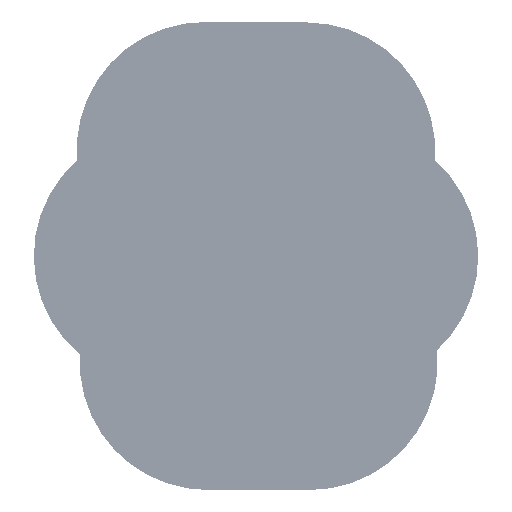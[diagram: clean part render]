
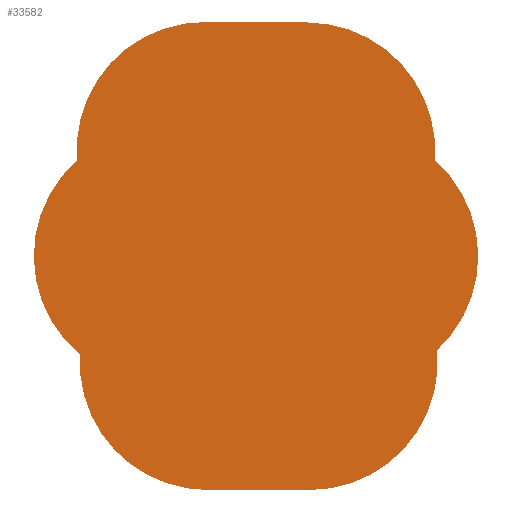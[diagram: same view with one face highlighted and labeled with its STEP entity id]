
A CAD part, front view. The second image highlights one B-rep face of the part: STEP entity #33582.
In plain terms, the highlighted planar face has unit normal (0, -1, 0).
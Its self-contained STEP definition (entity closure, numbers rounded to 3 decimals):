
#683 = VERTEX_POINT ( 'NONE', #13225 ) ;
#1725 = CARTESIAN_POINT ( 'NONE',  ( 3176.158, -300.01, -1100.691 ) ) ;
#1827 = EDGE_CURVE ( 'NONE', #29507, #27003, #8120, .T. ) ;
#1837 = EDGE_LOOP ( 'NONE', ( #22626, #3998, #27008, #3872, #3301, #1981, #12947, #36977, #4059 ) ) ;
#1929 = CARTESIAN_POINT ( 'NONE',  ( -55.5, -300.01, 0. ) ) ;
#1981 = ORIENTED_EDGE ( 'NONE', *, *, #8871, .T. ) ;
#2023 = CARTESIAN_POINT ( 'NONE',  ( 461.448, -300.01, 2746.828 ) ) ;
#3166 = CARTESIAN_POINT ( 'NONE',  ( 461.448, -300.01, 2746.828 ) ) ;
#3192 = DIRECTION ( 'NONE',  ( 0., -1., 0. ) ) ;
#3301 = ORIENTED_EDGE ( 'NONE', *, *, #33122, .T. ) ;
#3587 = CARTESIAN_POINT ( 'NONE',  ( -55.5, -300.01, 0. ) ) ;
#3612 = CIRCLE ( 'NONE', #7244, 1506.178 ) ;
#3872 = ORIENTED_EDGE ( 'NONE', *, *, #1827, .T. ) ;
#3998 = ORIENTED_EDGE ( 'NONE', *, *, #30232, .T. ) ;
#4059 = ORIENTED_EDGE ( 'NONE', *, *, #29542, .T. ) ;
#4804 = PLANE ( 'NONE',  #36292 ) ;
#4933 = DIRECTION ( 'NONE',  ( 0., 0., 1. ) ) ;
#5230 = DIRECTION ( 'NONE',  ( 0., -1., 0. ) ) ;
#5646 = VERTEX_POINT ( 'NONE', #23299 ) ;
#5815 = LINE ( 'NONE', #15407, #21495 ) ;
#5894 = DIRECTION ( 'NONE',  ( 0., -1., 0. ) ) ;
#6601 = DIRECTION ( 'NONE',  ( 0., 0., 1. ) ) ;
#7113 = CARTESIAN_POINT ( 'NONE',  ( 448.183, -300.01, 1246.887 ) ) ;
#7244 = AXIS2_PLACEMENT_3D ( 'NONE', #32497, #14937, #35425 ) ;
#8120 = CIRCLE ( 'NONE', #9261, 1500. ) ;
#8578 = DIRECTION ( 'NONE',  ( 0., -1., 0. ) ) ;
#8871 = EDGE_CURVE ( 'NONE', #15944, #21714, #3612, .T. ) ;
#9261 = AXIS2_PLACEMENT_3D ( 'NONE', #26194, #8578, #29155 ) ;
#9810 = VECTOR ( 'NONE', #20907, 1000. ) ;
#10087 = DIRECTION ( 'NONE',  ( 0., 0., 1. ) ) ;
#10723 = LINE ( 'NONE', #3166, #9810 ) ;
#11943 = CIRCLE ( 'NONE', #19123, 1500. ) ;
#12947 = ORIENTED_EDGE ( 'NONE', *, *, #18860, .T. ) ;
#13225 = CARTESIAN_POINT ( 'NONE',  ( 448.183, -300.01, 2746.887 ) ) ;
#14937 = DIRECTION ( 'NONE',  ( 0., -1., 0. ) ) ;
#15407 = CARTESIAN_POINT ( 'NONE',  ( 1682.793, -300.01, -2741.62 ) ) ;
#15888 = EDGE_CURVE ( 'NONE', #21546, #29507, #5815, .T. ) ;
#15944 = VERTEX_POINT ( 'NONE', #30241 ) ;
#17151 = CARTESIAN_POINT ( 'NONE',  ( 482.807, -300.01, -2741.62 ) ) ;
#18860 = EDGE_CURVE ( 'NONE', #21714, #25329, #10723, .T. ) ;
#19123 = AXIS2_PLACEMENT_3D ( 'NONE', #3587, #24241, #6601 ) ;
#20907 = DIRECTION ( 'NONE',  ( -1., 0., 0.004 ) ) ;
#20930 = CARTESIAN_POINT ( 'NONE',  ( 448.183, -300.01, 1246.887 ) ) ;
#21436 = CARTESIAN_POINT ( 'NONE',  ( 1682.793, -300.01, -2741.62 ) ) ;
#21495 = VECTOR ( 'NONE', #35897, 1000. ) ;
#21546 = VERTEX_POINT ( 'NONE', #17151 ) ;
#21662 = CIRCLE ( 'NONE', #23985, 1500. ) ;
#21714 = VERTEX_POINT ( 'NONE', #35824 ) ;
#22609 = DIRECTION ( 'NONE',  ( 0., 1., 0. ) ) ;
#22626 = ORIENTED_EDGE ( 'NONE', *, *, #33912, .T. ) ;
#22681 = AXIS2_PLACEMENT_3D ( 'NONE', #7113, #27713, #10087 ) ;
#22895 = CARTESIAN_POINT ( 'NONE',  ( 482.807, -300.01, -1241.62 ) ) ;
#23299 = CARTESIAN_POINT ( 'NONE',  ( -1014.592, -300.01, -1153.318 ) ) ;
#23541 = CARTESIAN_POINT ( 'NONE',  ( 2157.1, -300.01, 0. ) ) ;
#23855 = DIRECTION ( 'NONE',  ( 0., 0., 1. ) ) ;
#23985 = AXIS2_PLACEMENT_3D ( 'NONE', #23541, #5894, #26490 ) ;
#24241 = DIRECTION ( 'NONE',  ( 0., -1., 0. ) ) ;
#24898 = AXIS2_PLACEMENT_3D ( 'NONE', #20930, #3192, #23855 ) ;
#25329 = VERTEX_POINT ( 'NONE', #2023 ) ;
#25821 = DIRECTION ( 'NONE',  ( 0., 0., 1. ) ) ;
#26142 = CARTESIAN_POINT ( 'NONE',  ( -1046.91, -300.01, 1125.658 ) ) ;
#26194 = CARTESIAN_POINT ( 'NONE',  ( 1682.793, -300.01, -1241.62 ) ) ;
#26391 = CIRCLE ( 'NONE', #24898, 1500. ) ;
#26490 = DIRECTION ( 'NONE',  ( 0., 0., 1. ) ) ;
#27003 = VERTEX_POINT ( 'NONE', #1725 ) ;
#27008 = ORIENTED_EDGE ( 'NONE', *, *, #15888, .T. ) ;
#27713 = DIRECTION ( 'NONE',  ( 0., -1., 0. ) ) ;
#28369 = CIRCLE ( 'NONE', #22681, 1500. ) ;
#28482 = FACE_OUTER_BOUND ( 'NONE', #1837, .T. ) ;
#29155 = DIRECTION ( 'NONE',  ( 0., 0., 1. ) ) ;
#29507 = VERTEX_POINT ( 'NONE', #21436 ) ;
#29542 = EDGE_CURVE ( 'NONE', #683, #35249, #28369, .T. ) ;
#29598 = AXIS2_PLACEMENT_3D ( 'NONE', #22895, #5230, #25821 ) ;
#30232 = EDGE_CURVE ( 'NONE', #5646, #21546, #31501, .T. ) ;
#30241 = CARTESIAN_POINT ( 'NONE',  ( 3148.662, -300.01, 1125.524 ) ) ;
#30922 = EDGE_CURVE ( 'NONE', #25329, #683, #26391, .T. ) ;
#31501 = CIRCLE ( 'NONE', #29598, 1500. ) ;
#32497 = CARTESIAN_POINT ( 'NONE',  ( 1646.497, -300.01, 1235.395 ) ) ;
#33122 = EDGE_CURVE ( 'NONE', #27003, #15944, #21662, .T. ) ;
#33582 = ADVANCED_FACE ( 'NONE', ( #28482 ), #4804, .F. ) ;
#33912 = EDGE_CURVE ( 'NONE', #35249, #5646, #11943, .T. ) ;
#35249 = VERTEX_POINT ( 'NONE', #26142 ) ;
#35425 = DIRECTION ( 'NONE',  ( 0., 0., 1. ) ) ;
#35824 = CARTESIAN_POINT ( 'NONE',  ( 1653.157, -300.01, 2741.558 ) ) ;
#35897 = DIRECTION ( 'NONE',  ( 1., 0., 0. ) ) ;
#36292 = AXIS2_PLACEMENT_3D ( 'NONE', #1929, #22609, #4933 ) ;
#36977 = ORIENTED_EDGE ( 'NONE', *, *, #30922, .T. ) ;
